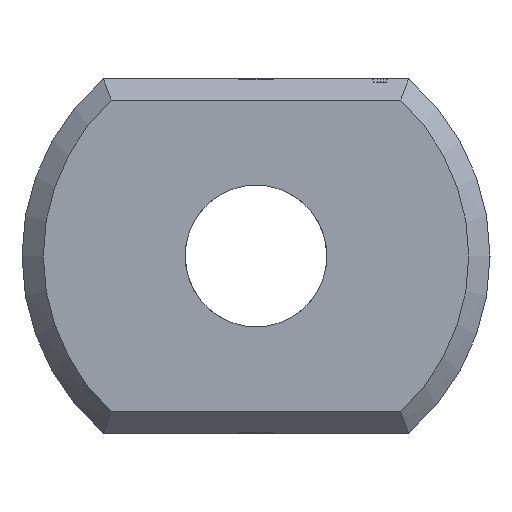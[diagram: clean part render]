
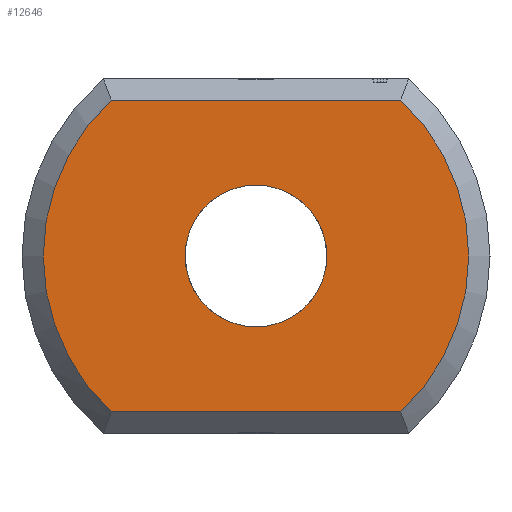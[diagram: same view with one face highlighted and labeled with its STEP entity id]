
A CAD part, left-side view. The second image highlights one B-rep face of the part: STEP entity #12646.
In plain terms, the highlighted planar face has unit normal (-1, 0, 0).
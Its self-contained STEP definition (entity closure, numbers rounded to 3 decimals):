
#3172 = VERTEX_POINT('',#3173);
#3173 = CARTESIAN_POINT('',(0.,-2.04,2.2));
#3182 = VERTEX_POINT('',#3183);
#3183 = CARTESIAN_POINT('',(0.,-2.04,-2.2));
#3190 = EDGE_CURVE('',#3172,#3182,#3191,.T.);
#3191 = CIRCLE('',#3192,3.);
#3192 = AXIS2_PLACEMENT_3D('',#3193,#3194,#3195);
#3193 = CARTESIAN_POINT('',(0.,0.,0.));
#3194 = DIRECTION('',(1.,0.,0.));
#3195 = DIRECTION('',(0.,-0.653,0.758)
  );
#3566 = VERTEX_POINT('',#3567);
#3567 = CARTESIAN_POINT('',(0.,2.04,2.2));
#3574 = EDGE_CURVE('',#3172,#3566,#3575,.T.);
#3575 = LINE('',#3576,#3577);
#3576 = CARTESIAN_POINT('',(0.,-2.154,2.2));
#3577 = VECTOR('',#3578,1.);
#3578 = DIRECTION('',(0.,1.,0.));
#12646 = ADVANCED_FACE('',(#12647,#12666),#12677,.F.);
#12647 = FACE_BOUND('',#12648,.F.);
#12648 = EDGE_LOOP('',(#12649,#12658,#12659,#12660));
#12649 = ORIENTED_EDGE('',*,*,#12650,.T.);
#12650 = EDGE_CURVE('',#12651,#3566,#12653,.T.);
#12651 = VERTEX_POINT('',#12652);
#12652 = CARTESIAN_POINT('',(0.,2.04,-2.2));
#12653 = CIRCLE('',#12654,3.);
#12654 = AXIS2_PLACEMENT_3D('',#12655,#12656,#12657);
#12655 = CARTESIAN_POINT('',(0.,0.,0.));
#12656 = DIRECTION('',(1.,0.,0.));
#12657 = DIRECTION('',(0.,0.653,-0.758)
  );
#12658 = ORIENTED_EDGE('',*,*,#3574,.F.);
#12659 = ORIENTED_EDGE('',*,*,#3190,.T.);
#12660 = ORIENTED_EDGE('',*,*,#12661,.T.);
#12661 = EDGE_CURVE('',#3182,#12651,#12662,.T.);
#12662 = LINE('',#12663,#12664);
#12663 = CARTESIAN_POINT('',(0.,-2.154,-2.2));
#12664 = VECTOR('',#12665,1.);
#12665 = DIRECTION('',(0.,1.,0.));
#12666 = FACE_BOUND('',#12667,.T.);
#12667 = EDGE_LOOP('',(#12668));
#12668 = ORIENTED_EDGE('',*,*,#12669,.T.);
#12669 = EDGE_CURVE('',#12670,#12670,#12672,.T.);
#12670 = VERTEX_POINT('',#12671);
#12671 = CARTESIAN_POINT('',(0.,1.,0.)
  );
#12672 = CIRCLE('',#12673,1.);
#12673 = AXIS2_PLACEMENT_3D('',#12674,#12675,#12676);
#12674 = CARTESIAN_POINT('',(0.,0.,0.));
#12675 = DIRECTION('',(1.,0.,0.));
#12676 = DIRECTION('',(0.,1.,0.));
#12677 = PLANE('',#12678);
#12678 = AXIS2_PLACEMENT_3D('',#12679,#12680,#12681);
#12679 = CARTESIAN_POINT('',(0.,0.,0.));
#12680 = DIRECTION('',(1.,0.,0.));
#12681 = DIRECTION('',(0.,0.,1.));
